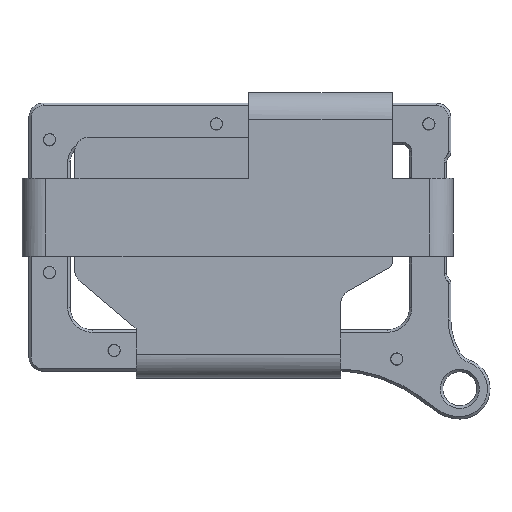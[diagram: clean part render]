
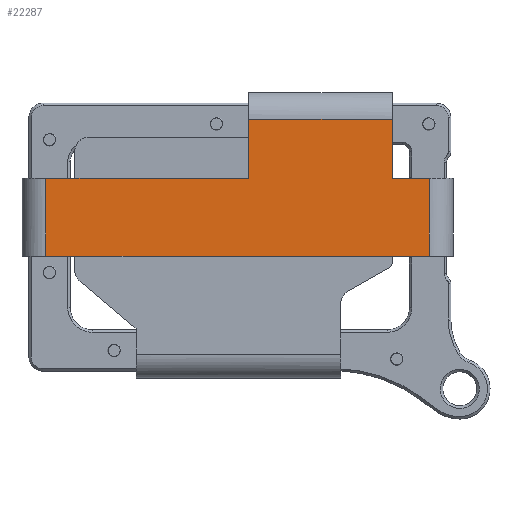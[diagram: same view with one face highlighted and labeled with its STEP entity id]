
A CAD part, front view. The second image highlights one B-rep face of the part: STEP entity #22287.
In plain terms, the highlighted free-form (B-spline) face has degree [1, 1] with [2, 2] control points.
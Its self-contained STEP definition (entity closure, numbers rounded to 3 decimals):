
#22172 = VERTEX_POINT('',#22173);
#22173 = CARTESIAN_POINT('',(37.416,-8.138,
    20.302));
#22227 = VERTEX_POINT('',#22228);
#22228 = CARTESIAN_POINT('',(62.165,-8.138,
    20.302));
#22254 = EDGE_CURVE('',#22227,#22172,#22255,.T.);
#22255 = B_SPLINE_CURVE_WITH_KNOTS('',1,(#22256,#22257),.UNSPECIFIED.,
  .F.,.F.,(2,2),(-0.,29.5),.PIECEWISE_BEZIER_KNOTS.);
#22256 = CARTESIAN_POINT('',(62.165,-8.138,
    20.302));
#22257 = CARTESIAN_POINT('',(37.416,-8.138,
    20.302));
#22287 = ADVANCED_FACE('',(#22288),#22338,.F.);
#22288 = FACE_BOUND('',#22289,.T.);
#22289 = EDGE_LOOP('',(#22290,#22291,#22298,#22305,#22312,#22319,#22326,
    #22333));
#22290 = ORIENTED_EDGE('',*,*,#22254,.T.);
#22291 = ORIENTED_EDGE('',*,*,#22292,.T.);
#22292 = EDGE_CURVE('',#22172,#22293,#22295,.T.);
#22293 = VERTEX_POINT('',#22294);
#22294 = CARTESIAN_POINT('',(37.416,-8.138,
    10.134));
#22295 = B_SPLINE_CURVE_WITH_KNOTS('',1,(#22296,#22297),.UNSPECIFIED.,
  .F.,.F.,(2,2),(-12.2,-0.08),.PIECEWISE_BEZIER_KNOTS.);
#22296 = CARTESIAN_POINT('',(37.416,-8.138,
    20.302));
#22297 = CARTESIAN_POINT('',(37.416,-8.138,
    10.134));
#22298 = ORIENTED_EDGE('',*,*,#22299,.F.);
#22299 = EDGE_CURVE('',#22300,#22293,#22302,.T.);
#22300 = VERTEX_POINT('',#22301);
#22301 = CARTESIAN_POINT('',(2.514,-8.138,
    10.134));
#22302 = B_SPLINE_CURVE_WITH_KNOTS('',1,(#22303,#22304),.UNSPECIFIED.,
  .F.,.F.,(2,2),(4.9,46.503),.PIECEWISE_BEZIER_KNOTS.);
#22303 = CARTESIAN_POINT('',(2.514,-8.138,
    10.134));
#22304 = CARTESIAN_POINT('',(37.416,-8.138,
    10.134));
#22305 = ORIENTED_EDGE('',*,*,#22306,.T.);
#22306 = EDGE_CURVE('',#22300,#22307,#22309,.T.);
#22307 = VERTEX_POINT('',#22308);
#22308 = CARTESIAN_POINT('',(2.514,-8.138,
    -3.289));
#22309 = B_SPLINE_CURVE_WITH_KNOTS('',1,(#22310,#22311),.UNSPECIFIED.,
  .F.,.F.,(2,2),(0.,16.),.PIECEWISE_BEZIER_KNOTS.);
#22310 = CARTESIAN_POINT('',(2.514,-8.138,
    10.134));
#22311 = CARTESIAN_POINT('',(2.514,-8.138,
    -3.289));
#22312 = ORIENTED_EDGE('',*,*,#22313,.F.);
#22313 = EDGE_CURVE('',#22314,#22307,#22316,.T.);
#22314 = VERTEX_POINT('',#22315);
#22315 = CARTESIAN_POINT('',(68.555,-8.138,
    -3.289));
#22316 = B_SPLINE_CURVE_WITH_KNOTS('',1,(#22317,#22318),.UNSPECIFIED.,
  .F.,.F.,(2,2),(-83.62,-4.9),.PIECEWISE_BEZIER_KNOTS.);
#22317 = CARTESIAN_POINT('',(68.555,-8.138,
    -3.289));
#22318 = CARTESIAN_POINT('',(2.514,-8.138,
    -3.289));
#22319 = ORIENTED_EDGE('',*,*,#22320,.T.);
#22320 = EDGE_CURVE('',#22314,#22321,#22323,.T.);
#22321 = VERTEX_POINT('',#22322);
#22322 = CARTESIAN_POINT('',(68.555,-8.138,
    10.134));
#22323 = B_SPLINE_CURVE_WITH_KNOTS('',1,(#22324,#22325),.UNSPECIFIED.,
  .F.,.F.,(2,2),(0.,16.),.PIECEWISE_BEZIER_KNOTS.);
#22324 = CARTESIAN_POINT('',(68.555,-8.138,
    -3.289));
#22325 = CARTESIAN_POINT('',(68.555,-8.138,
    10.134));
#22326 = ORIENTED_EDGE('',*,*,#22327,.F.);
#22327 = EDGE_CURVE('',#22328,#22321,#22330,.T.);
#22328 = VERTEX_POINT('',#22329);
#22329 = CARTESIAN_POINT('',(62.165,-8.138,
    10.134));
#22330 = B_SPLINE_CURVE_WITH_KNOTS('',1,(#22331,#22332),.UNSPECIFIED.,
  .F.,.F.,(2,2),(76.003,83.62),.PIECEWISE_BEZIER_KNOTS.);
#22331 = CARTESIAN_POINT('',(62.165,-8.138,
    10.134));
#22332 = CARTESIAN_POINT('',(68.555,-8.138,
    10.134));
#22333 = ORIENTED_EDGE('',*,*,#22334,.T.);
#22334 = EDGE_CURVE('',#22328,#22227,#22335,.T.);
#22335 = B_SPLINE_CURVE_WITH_KNOTS('',1,(#22336,#22337),.UNSPECIFIED.,
  .F.,.F.,(2,2),(0.08,12.2),.PIECEWISE_BEZIER_KNOTS.);
#22336 = CARTESIAN_POINT('',(62.165,-8.138,
    10.134));
#22337 = CARTESIAN_POINT('',(62.165,-8.138,
    20.302));
#22338 = B_SPLINE_SURFACE_WITH_KNOTS('',1,1,(
    (#22339,#22340)
    ,(#22341,#22342
    )),.UNSPECIFIED.,.F.,.F.,.F.,(2,2),(2,2),(-3.95,24.17),(
    4.88,83.6),.PIECEWISE_BEZIER_KNOTS.);
#22339 = CARTESIAN_POINT('',(2.514,-8.138,
    -3.289));
#22340 = CARTESIAN_POINT('',(68.555,-8.138,
    -3.289));
#22341 = CARTESIAN_POINT('',(2.514,-8.138,
    20.302));
#22342 = CARTESIAN_POINT('',(68.555,-8.138,
    20.302));
